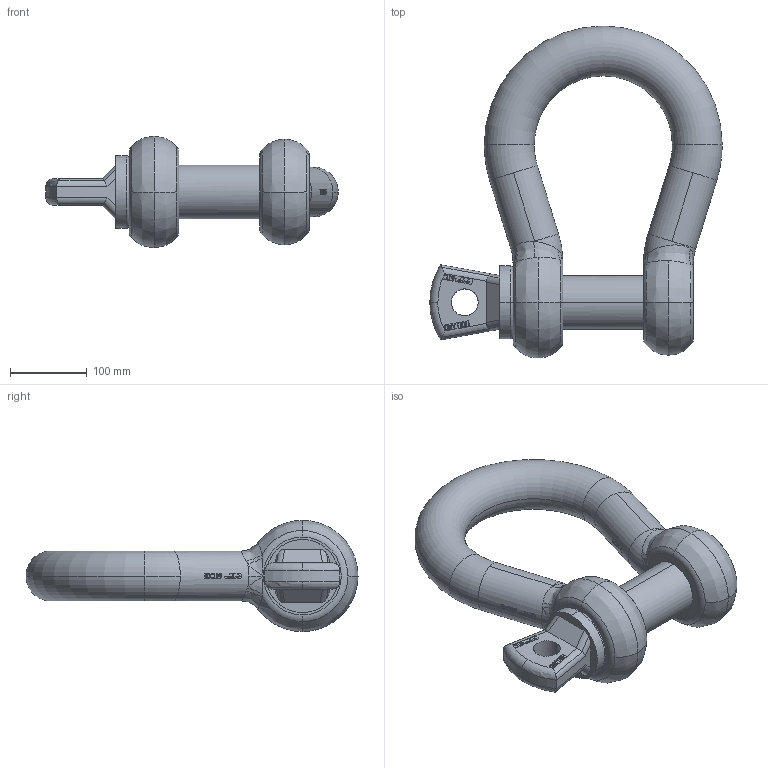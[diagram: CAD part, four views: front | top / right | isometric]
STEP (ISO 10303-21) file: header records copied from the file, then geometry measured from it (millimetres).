
FILE_DESCRIPTION(('.'),'2;1');
FILE_NAME('GPGHBB65.stp','2012-01-15T12:38:40+00:00',('.'),('.'),'','STEP AP214','.');
FILE_SCHEMA(('AUTOMOTIVE_DESIGN { 1 0 10303 214 1 1 1 1 }'));
Length unit declared in the file: millimetre
Products named in the file (3): GPGHBB65; 55; 55_1
Assembly tree (2 placements, depth 2):
  GPGHBB65
    55
    55_1
Bounding box: 381 x 432.5 x 145 mm (x, y, z)
Volume: 4741062.9 mm3; surface area: 346843.9 mm2
Topology: 2 solids, 2 shells, 768 faces, 2412 edges, 1685 vertices
Faces by surface type: bspline 317, plane 280, cylinder 137, torus 32, cone 2
Entity records: 33397 total; most frequent: CARTESIAN_POINT 15253, ORIENTED_EDGE 4808, EDGE_CURVE 2404, VERTEX_POINT 1685, DIRECTION 1634, B_SPLINE_CURVE_WITH_KNOTS 1579, EDGE_LOOP 819, ADVANCED_FACE 768
